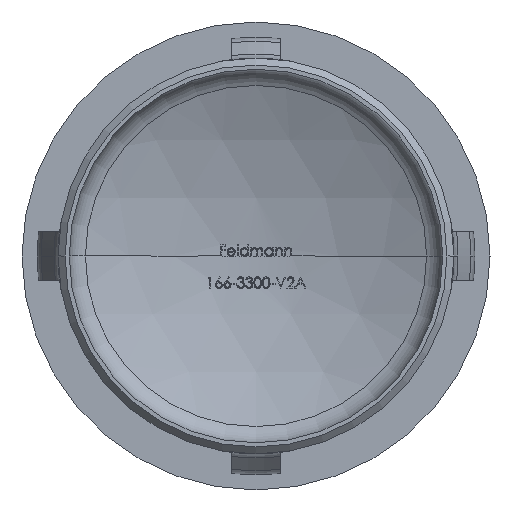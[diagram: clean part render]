
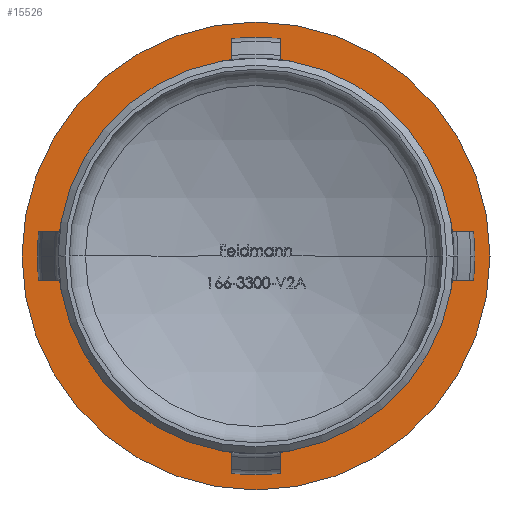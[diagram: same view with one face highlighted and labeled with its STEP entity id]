
A CAD part, front view. The second image highlights one B-rep face of the part: STEP entity #15526.
In plain terms, the highlighted planar face has unit normal (0, -1, 0).
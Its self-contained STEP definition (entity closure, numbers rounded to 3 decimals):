
#420 = VERTEX_POINT ( 'NONE', #16235 ) ;
#740 = AXIS2_PLACEMENT_3D ( 'NONE', #1400, #2654, #8987 ) ;
#994 = ORIENTED_EDGE ( 'NONE', *, *, #12848, .F. ) ;
#1026 = CARTESIAN_POINT ( 'NONE',  ( -16.85, 24.8, 0. ) ) ;
#1400 = CARTESIAN_POINT ( 'NONE',  ( 0., 24.8, 0. ) ) ;
#1954 = DIRECTION ( 'NONE',  ( 1., 0., 0. ) ) ;
#2192 = FACE_BOUND ( 'NONE', #7309, .T. ) ;
#2654 = DIRECTION ( 'NONE',  ( 0., -1., 0. ) ) ;
#3122 = CARTESIAN_POINT ( 'NONE',  ( 0., 24.8, 0. ) ) ;
#3147 = VERTEX_POINT ( 'NONE', #10403 ) ;
#3172 = DIRECTION ( 'NONE',  ( 0., -1., 0. ) ) ;
#3199 = VERTEX_POINT ( 'NONE', #6621 ) ;
#3948 = ORIENTED_EDGE ( 'NONE', *, *, #13299, .T. ) ;
#4478 = DIRECTION ( 'NONE',  ( 1., 0., 0. ) ) ;
#5593 = CARTESIAN_POINT ( 'NONE',  ( 0., 24.8, 0. ) ) ;
#5617 = AXIS2_PLACEMENT_3D ( 'NONE', #3122, #3172, #4478 ) ;
#5693 = CIRCLE ( 'NONE', #7801, 16.85 ) ;
#6000 = DIRECTION ( 'NONE',  ( 1., 0., 0. ) ) ;
#6621 = CARTESIAN_POINT ( 'NONE',  ( 16.85, 24.8, 0. ) ) ;
#7132 = EDGE_CURVE ( 'NONE', #11881, #3199, #9981, .T. ) ;
#7309 = EDGE_LOOP ( 'NONE', ( #16388, #994 ) ) ;
#7801 = AXIS2_PLACEMENT_3D ( 'NONE', #15217, #16292, #6000 ) ;
#8296 = DIRECTION ( 'NONE',  ( 1., 0., 0. ) ) ;
#8882 = FACE_OUTER_BOUND ( 'NONE', #9258, .T. ) ;
#8987 = DIRECTION ( 'NONE',  ( 1., 0., 0. ) ) ;
#9258 = EDGE_LOOP ( 'NONE', ( #3948, #10490 ) ) ;
#9329 = CIRCLE ( 'NONE', #5617, 14.25 ) ;
#9981 = CIRCLE ( 'NONE', #11833, 16.85 ) ;
#10403 = CARTESIAN_POINT ( 'NONE',  ( -14.25, 24.8, 0. ) ) ;
#10490 = ORIENTED_EDGE ( 'NONE', *, *, #7132, .T. ) ;
#11833 = AXIS2_PLACEMENT_3D ( 'NONE', #5593, #16141, #1954 ) ;
#11881 = VERTEX_POINT ( 'NONE', #1026 ) ;
#12106 = EDGE_CURVE ( 'NONE', #420, #3147, #13726, .T. ) ;
#12848 = EDGE_CURVE ( 'NONE', #3147, #420, #9329, .T. ) ;
#13299 = EDGE_CURVE ( 'NONE', #3199, #11881, #5693, .T. ) ;
#13469 = PLANE ( 'NONE',  #14009 ) ;
#13726 = CIRCLE ( 'NONE', #740, 14.25 ) ;
#14009 = AXIS2_PLACEMENT_3D ( 'NONE', #14424, #14874, #8296 ) ;
#14424 = CARTESIAN_POINT ( 'NONE',  ( 14.25, 24.8, 0. ) ) ;
#14874 = DIRECTION ( 'NONE',  ( 0., -1., 0. ) ) ;
#15217 = CARTESIAN_POINT ( 'NONE',  ( 0., 24.8, 0. ) ) ;
#15526 = ADVANCED_FACE ( 'NONE', ( #2192, #8882 ), #13469, .T. ) ;
#16141 = DIRECTION ( 'NONE',  ( 0., -1., 0. ) ) ;
#16235 = CARTESIAN_POINT ( 'NONE',  ( 14.25, 24.8, 0. ) ) ;
#16292 = DIRECTION ( 'NONE',  ( 0., -1., 0. ) ) ;
#16388 = ORIENTED_EDGE ( 'NONE', *, *, #12106, .F. ) ;
